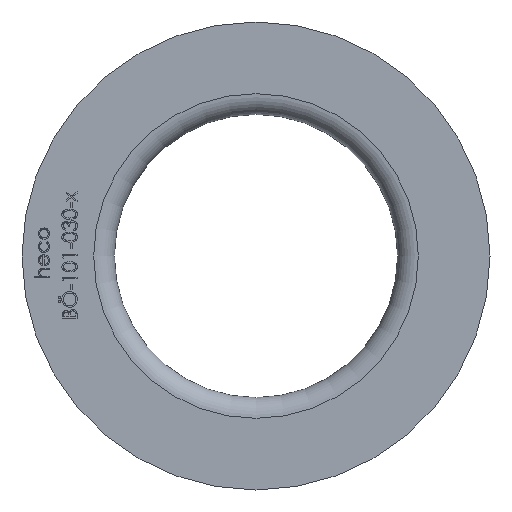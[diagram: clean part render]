
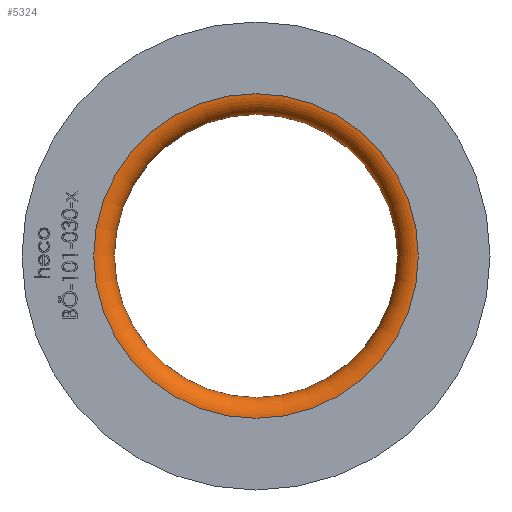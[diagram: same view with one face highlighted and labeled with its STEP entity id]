
A CAD part, left-side view. The second image highlights one B-rep face of the part: STEP entity #5324.
In plain terms, the highlighted toroidal (fillet/blend) face has major radius 54.8 mm and minor radius 7 mm.
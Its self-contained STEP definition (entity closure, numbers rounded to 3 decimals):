
#1764 = CIRCLE ( 'NONE', #11570, 54.8 ) ;
#2129 = CARTESIAN_POINT ( 'NONE',  ( 7., 0., 0. ) ) ;
#2850 = ORIENTED_EDGE ( 'NONE', *, *, #3488, .T. ) ;
#3140 = DIRECTION ( 'NONE',  ( -1., 0., 0. ) ) ;
#3439 = VERTEX_POINT ( 'NONE', #6779 ) ;
#3488 = EDGE_CURVE ( 'NONE', #12182, #12182, #1764, .T. ) ;
#4544 = DIRECTION ( 'NONE',  ( 0., 0., 1. ) ) ;
#5324 = ADVANCED_FACE ( 'NONE', ( #7521, #12008 ), #7034, .T. ) ;
#5408 = AXIS2_PLACEMENT_3D ( 'NONE', #2129, #6598, #4544 ) ;
#6143 = DIRECTION ( 'NONE',  ( 0., 0., 1. ) ) ;
#6598 = DIRECTION ( 'NONE',  ( -1., 0., 0. ) ) ;
#6662 = DIRECTION ( 'NONE',  ( -1., 0., 0. ) ) ;
#6739 = CARTESIAN_POINT ( 'NONE',  ( 7., 0., 0. ) ) ;
#6779 = CARTESIAN_POINT ( 'NONE',  ( 7., 0., 47.8 ) ) ;
#7034 = TOROIDAL_SURFACE ( 'NONE', #5408, 54.8, 7. ) ;
#7065 = EDGE_CURVE ( 'NONE', #3439, #3439, #13586, .T. ) ;
#7521 = FACE_OUTER_BOUND ( 'NONE', #9080, .T. ) ;
#8876 = AXIS2_PLACEMENT_3D ( 'NONE', #6739, #6662, #11186 ) ;
#9080 = EDGE_LOOP ( 'NONE', ( #9261 ) ) ;
#9261 = ORIENTED_EDGE ( 'NONE', *, *, #7065, .F. ) ;
#11160 = CARTESIAN_POINT ( 'NONE',  ( 0., 0., 54.8 ) ) ;
#11186 = DIRECTION ( 'NONE',  ( 0., 0., 1. ) ) ;
#11570 = AXIS2_PLACEMENT_3D ( 'NONE', #13144, #3140, #6143 ) ;
#12008 = FACE_OUTER_BOUND ( 'NONE', #12412, .T. ) ;
#12182 = VERTEX_POINT ( 'NONE', #11160 ) ;
#12412 = EDGE_LOOP ( 'NONE', ( #2850 ) ) ;
#13144 = CARTESIAN_POINT ( 'NONE',  ( 0., 0., 0. ) ) ;
#13586 = CIRCLE ( 'NONE', #8876, 47.8 ) ;
